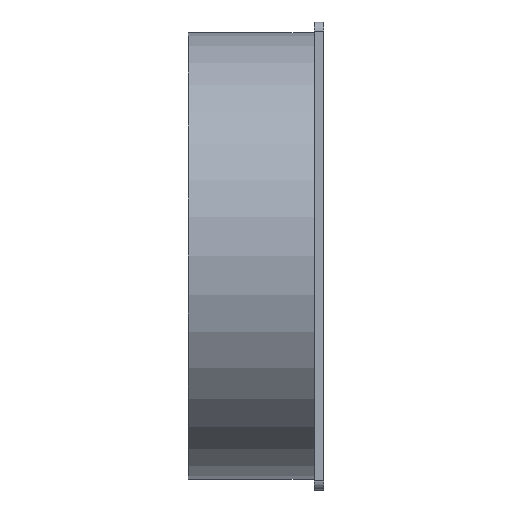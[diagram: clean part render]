
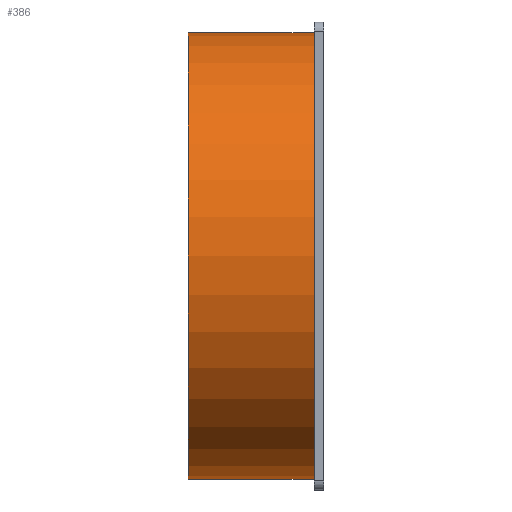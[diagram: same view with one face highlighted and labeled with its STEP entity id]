
A CAD part, left-side view. The second image highlights one B-rep face of the part: STEP entity #386.
In plain terms, the highlighted cylindrical face has radius 71 mm (diameter 142 mm), a partial arc.
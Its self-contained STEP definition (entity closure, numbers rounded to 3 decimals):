
#5 = VERTEX_POINT ( 'NONE', #571 ) ;
#43 = DIRECTION ( 'NONE',  ( 0., -1., 0. ) ) ;
#81 = DIRECTION ( 'NONE',  ( 0., -1., 0. ) ) ;
#119 = DIRECTION ( 'NONE',  ( 0., 1., 0. ) ) ;
#121 = EDGE_CURVE ( 'NONE', #393, #765, #533, .T. ) ;
#127 = DIRECTION ( 'NONE',  ( 0., 0., -1. ) ) ;
#169 = DIRECTION ( 'NONE',  ( 0., -1., 0. ) ) ;
#210 = ORIENTED_EDGE ( 'NONE', *, *, #365, .T. ) ;
#234 = DIRECTION ( 'NONE',  ( 0., 0., 1. ) ) ;
#248 = VECTOR ( 'NONE', #81, 1000. ) ;
#284 = VECTOR ( 'NONE', #169, 1000. ) ;
#317 = DIRECTION ( 'NONE',  ( 0., 1., 0. ) ) ;
#336 = ORIENTED_EDGE ( 'NONE', *, *, #628, .F. ) ;
#345 = EDGE_CURVE ( 'NONE', #5, #599, #493, .T. ) ;
#348 = CARTESIAN_POINT ( 'NONE',  ( 0., 43., 0. ) ) ;
#357 = CARTESIAN_POINT ( 'NONE',  ( 0., 43., 0. ) ) ;
#359 = CARTESIAN_POINT ( 'NONE',  ( 0., 43., -71. ) ) ;
#365 = EDGE_CURVE ( 'NONE', #765, #599, #387, .T. ) ;
#386 = ADVANCED_FACE ( 'NONE', ( #436 ), #681, .T. ) ;
#387 = CIRCLE ( 'NONE', #646, 71. ) ;
#389 = AXIS2_PLACEMENT_3D ( 'NONE', #357, #119, #234 ) ;
#393 = VERTEX_POINT ( 'NONE', #642 ) ;
#404 = DIRECTION ( 'NONE',  ( 0., 0., -1. ) ) ;
#436 = FACE_OUTER_BOUND ( 'NONE', #564, .T. ) ;
#459 = CIRCLE ( 'NONE', #389, 71. ) ;
#493 = LINE ( 'NONE', #536, #248 ) ;
#533 = LINE ( 'NONE', #359, #284 ) ;
#536 = CARTESIAN_POINT ( 'NONE',  ( 0., 43., 71. ) ) ;
#564 = EDGE_LOOP ( 'NONE', ( #575, #336, #654, #210 ) ) ;
#571 = CARTESIAN_POINT ( 'NONE',  ( 0., 43., 71. ) ) ;
#575 = ORIENTED_EDGE ( 'NONE', *, *, #345, .F. ) ;
#597 = CARTESIAN_POINT ( 'NONE',  ( 0., 3., 71. ) ) ;
#599 = VERTEX_POINT ( 'NONE', #597 ) ;
#628 = EDGE_CURVE ( 'NONE', #393, #5, #459, .T. ) ;
#642 = CARTESIAN_POINT ( 'NONE',  ( 0., 43., -71. ) ) ;
#646 = AXIS2_PLACEMENT_3D ( 'NONE', #663, #317, #127 ) ;
#654 = ORIENTED_EDGE ( 'NONE', *, *, #121, .T. ) ;
#663 = CARTESIAN_POINT ( 'NONE',  ( 0., 3., 0. ) ) ;
#681 = CYLINDRICAL_SURFACE ( 'NONE', #716, 71. ) ;
#716 = AXIS2_PLACEMENT_3D ( 'NONE', #348, #43, #404 ) ;
#740 = CARTESIAN_POINT ( 'NONE',  ( 0., 3., -71. ) ) ;
#765 = VERTEX_POINT ( 'NONE', #740 ) ;
